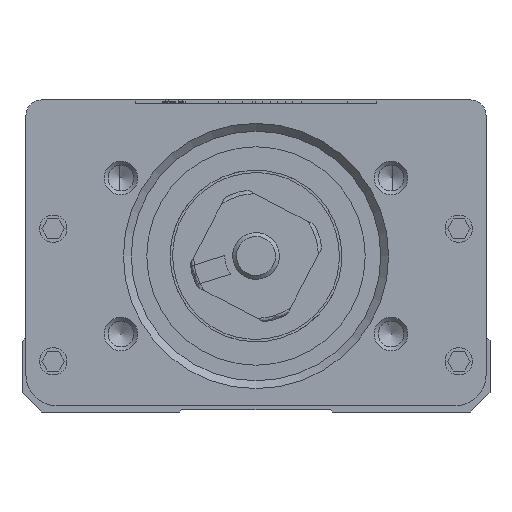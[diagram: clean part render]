
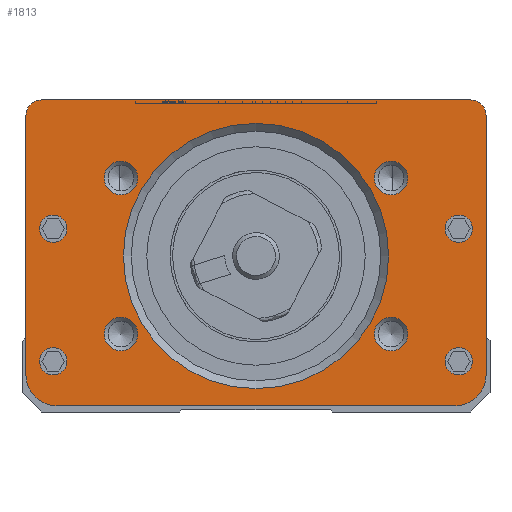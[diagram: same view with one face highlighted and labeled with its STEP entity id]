
A CAD part, front view. The second image highlights one B-rep face of the part: STEP entity #1813.
In plain terms, the highlighted face is planar.
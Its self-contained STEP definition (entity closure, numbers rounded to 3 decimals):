
#1813=ADVANCED_FACE('',(#3278,#3279,#3280,#3281,#3282,#3283,#3284,#3285,
#3286,#3287),#2651,.F.);
#2651=PLANE('',#17968);
#3278=FACE_BOUND('',#4147,.T.);
#3279=FACE_BOUND('',#4148,.T.);
#3280=FACE_BOUND('',#4149,.T.);
#3281=FACE_BOUND('',#4150,.T.);
#3282=FACE_BOUND('',#4151,.T.);
#3283=FACE_BOUND('',#4152,.T.);
#3284=FACE_BOUND('',#4153,.T.);
#3285=FACE_BOUND('',#4154,.T.);
#3286=FACE_BOUND('',#4155,.T.);
#3287=FACE_BOUND('',#4156,.T.);
#4147=EDGE_LOOP('',(#7656));
#4148=EDGE_LOOP('',(#7657));
#4149=EDGE_LOOP('',(#7658));
#4150=EDGE_LOOP('',(#7659));
#4151=EDGE_LOOP('',(#7660));
#4152=EDGE_LOOP('',(#7661));
#4153=EDGE_LOOP('',(#7662));
#4154=EDGE_LOOP('',(#7663));
#4155=EDGE_LOOP('',(#7664));
#4156=EDGE_LOOP('',(#7665,#7666,#7667,#7668,#7669,#7670,#7671,#7672));
#5270=CIRCLE('',#17925,4.);
#5272=CIRCLE('',#17929,4.);
#5283=CIRCLE('',#17953,2.);
#5284=CIRCLE('',#17955,2.);
#5286=CIRCLE('',#17959,2.15);
#5287=CIRCLE('',#17960,2.15);
#5288=CIRCLE('',#17961,2.15);
#5289=CIRCLE('',#17962,2.15);
#5290=CIRCLE('',#17963,17.);
#5291=CIRCLE('',#17964,1.75);
#5292=CIRCLE('',#17965,1.75);
#5293=CIRCLE('',#17966,1.75);
#5294=CIRCLE('',#17967,1.75);
#7656=ORIENTED_EDGE('',*,*,#12962,.T.);
#7657=ORIENTED_EDGE('',*,*,#12963,.T.);
#7658=ORIENTED_EDGE('',*,*,#12964,.T.);
#7659=ORIENTED_EDGE('',*,*,#12965,.T.);
#7660=ORIENTED_EDGE('',*,*,#12966,.T.);
#7661=ORIENTED_EDGE('',*,*,#12967,.T.);
#7662=ORIENTED_EDGE('',*,*,#12968,.T.);
#7663=ORIENTED_EDGE('',*,*,#12969,.T.);
#7664=ORIENTED_EDGE('',*,*,#12970,.T.);
#7665=ORIENTED_EDGE('',*,*,#12945,.F.);
#7666=ORIENTED_EDGE('',*,*,#12899,.F.);
#7667=ORIENTED_EDGE('',*,*,#12920,.F.);
#7668=ORIENTED_EDGE('',*,*,#12960,.F.);
#7669=ORIENTED_EDGE('',*,*,#12855,.F.);
#7670=ORIENTED_EDGE('',*,*,#12959,.F.);
#7671=ORIENTED_EDGE('',*,*,#12918,.F.);
#7672=ORIENTED_EDGE('',*,*,#12907,.F.);
#10982=VERTEX_POINT('',#26143);
#10983=VERTEX_POINT('',#26145);
#11023=VERTEX_POINT('',#26231);
#11024=VERTEX_POINT('',#26233);
#11031=VERTEX_POINT('',#26249);
#11032=VERTEX_POINT('',#26251);
#11037=VERTEX_POINT('',#26264);
#11041=VERTEX_POINT('',#26275);
#11066=VERTEX_POINT('',#26356);
#11067=VERTEX_POINT('',#26358);
#11068=VERTEX_POINT('',#26360);
#11069=VERTEX_POINT('',#26362);
#11070=VERTEX_POINT('',#26364);
#11071=VERTEX_POINT('',#26366);
#11072=VERTEX_POINT('',#26368);
#11073=VERTEX_POINT('',#26370);
#11074=VERTEX_POINT('',#26372);
#12855=EDGE_CURVE('',#10982,#10983,#14789,.T.);
#12899=EDGE_CURVE('',#11023,#11024,#5270,.T.);
#12907=EDGE_CURVE('',#11031,#11032,#5272,.T.);
#12918=EDGE_CURVE('',#11032,#11037,#14835,.T.);
#12920=EDGE_CURVE('',#11041,#11023,#14837,.T.);
#12945=EDGE_CURVE('',#11024,#11031,#14857,.T.);
#12959=EDGE_CURVE('',#11037,#10982,#5283,.T.);
#12960=EDGE_CURVE('',#10983,#11041,#5284,.T.);
#12962=EDGE_CURVE('',#11066,#11066,#5286,.T.);
#12963=EDGE_CURVE('',#11067,#11067,#5287,.T.);
#12964=EDGE_CURVE('',#11068,#11068,#5288,.T.);
#12965=EDGE_CURVE('',#11069,#11069,#5289,.T.);
#12966=EDGE_CURVE('',#11070,#11070,#5290,.T.);
#12967=EDGE_CURVE('',#11071,#11071,#5291,.T.);
#12968=EDGE_CURVE('',#11072,#11072,#5292,.T.);
#12969=EDGE_CURVE('',#11073,#11073,#5293,.T.);
#12970=EDGE_CURVE('',#11074,#11074,#5294,.T.);
#14789=LINE('',#26144,#16312);
#14835=LINE('',#26272,#16358);
#14837=LINE('',#26276,#16360);
#14857=LINE('',#26326,#16380);
#16312=VECTOR('',#20917,1.);
#16358=VECTOR('',#21011,1.);
#16360=VECTOR('',#21015,1.);
#16380=VECTOR('',#21061,1.);
#17925=AXIS2_PLACEMENT_3D('',#26232,#20981,#20982);
#17929=AXIS2_PLACEMENT_3D('',#26250,#20995,#20996);
#17953=AXIS2_PLACEMENT_3D('',#26349,#21084,#21085);
#17955=AXIS2_PLACEMENT_3D('',#26351,#21088,#21089);
#17959=AXIS2_PLACEMENT_3D('',#26355,#21096,#21097);
#17960=AXIS2_PLACEMENT_3D('',#26357,#21098,#21099);
#17961=AXIS2_PLACEMENT_3D('',#26359,#21100,#21101);
#17962=AXIS2_PLACEMENT_3D('',#26361,#21102,#21103);
#17963=AXIS2_PLACEMENT_3D('',#26363,#21104,#21105);
#17964=AXIS2_PLACEMENT_3D('',#26365,#21106,#21107);
#17965=AXIS2_PLACEMENT_3D('',#26367,#21108,#21109);
#17966=AXIS2_PLACEMENT_3D('',#26369,#21110,#21111);
#17967=AXIS2_PLACEMENT_3D('',#26371,#21112,#21113);
#17968=AXIS2_PLACEMENT_3D('',#26373,#21114,#21115);
#20917=DIRECTION('',(1.,0.,0.));
#20981=DIRECTION('',(0.,1.,0.));
#20982=DIRECTION('',(1.,0.,0.));
#20995=DIRECTION('',(0.,1.,0.));
#20996=DIRECTION('',(1.,0.,0.));
#21011=DIRECTION('',(0.,0.,1.));
#21015=DIRECTION('',(0.,0.,-1.));
#21061=DIRECTION('',(-1.,0.,0.));
#21084=DIRECTION('',(0.,1.,0.));
#21085=DIRECTION('',(0.,0.,1.));
#21088=DIRECTION('',(0.,1.,0.));
#21089=DIRECTION('',(0.,0.,1.));
#21096=DIRECTION('',(0.,1.,0.));
#21097=DIRECTION('',(0.,0.,1.));
#21098=DIRECTION('',(0.,1.,0.));
#21099=DIRECTION('',(0.,0.,1.));
#21100=DIRECTION('',(0.,1.,0.));
#21101=DIRECTION('',(0.,0.,1.));
#21102=DIRECTION('',(0.,1.,0.));
#21103=DIRECTION('',(0.,0.,1.));
#21104=DIRECTION('',(0.,1.,0.));
#21105=DIRECTION('',(0.,0.,1.));
#21106=DIRECTION('',(0.,1.,0.));
#21107=DIRECTION('',(0.,0.,1.));
#21108=DIRECTION('',(0.,1.,0.));
#21109=DIRECTION('',(0.,0.,1.));
#21110=DIRECTION('',(0.,1.,0.));
#21111=DIRECTION('',(0.,0.,1.));
#21112=DIRECTION('',(0.,1.,0.));
#21113=DIRECTION('',(0.,0.,1.));
#21114=DIRECTION('',(0.,1.,0.));
#21115=DIRECTION('',(0.,0.,-1.));
#26143=CARTESIAN_POINT('',(-27.5,-130.762,38.));
#26144=CARTESIAN_POINT('',(-25.5,-130.762,38.));
#26145=CARTESIAN_POINT('',(27.5,-130.762,38.));
#26231=CARTESIAN_POINT('',(29.5,-130.762,2.8));
#26232=CARTESIAN_POINT('',(25.5,-130.762,2.8));
#26233=CARTESIAN_POINT('',(25.5,-130.762,-1.2));
#26249=CARTESIAN_POINT('',(-25.5,-130.762,-1.2));
#26250=CARTESIAN_POINT('',(-25.5,-130.762,2.8));
#26251=CARTESIAN_POINT('',(-29.5,-130.762,2.8));
#26264=CARTESIAN_POINT('',(-29.5,-130.762,36.));
#26272=CARTESIAN_POINT('',(-29.5,-130.762,2.8));
#26275=CARTESIAN_POINT('',(29.5,-130.762,36.));
#26276=CARTESIAN_POINT('',(29.5,-130.762,39.));
#26326=CARTESIAN_POINT('',(25.5,-130.762,-1.2));
#26349=CARTESIAN_POINT('',(-27.5,-130.762,36.));
#26351=CARTESIAN_POINT('',(27.5,-130.762,36.));
#26355=CARTESIAN_POINT('',(-17.321,-130.762,28.));
#26356=CARTESIAN_POINT('',(-17.321,-130.762,30.15));
#26357=CARTESIAN_POINT('',(17.321,-130.762,8.));
#26358=CARTESIAN_POINT('',(17.321,-130.762,10.15));
#26359=CARTESIAN_POINT('',(17.321,-130.762,28.));
#26360=CARTESIAN_POINT('',(17.321,-130.762,30.15));
#26361=CARTESIAN_POINT('',(-17.321,-130.762,8.));
#26362=CARTESIAN_POINT('',(-17.321,-130.762,10.15));
#26363=CARTESIAN_POINT('',(0.,-130.762,18.));
#26364=CARTESIAN_POINT('',(0.,-130.762,35.));
#26365=CARTESIAN_POINT('',(-26.,-130.762,21.5));
#26366=CARTESIAN_POINT('',(-26.,-130.762,23.25));
#26367=CARTESIAN_POINT('',(-26.,-130.762,4.5));
#26368=CARTESIAN_POINT('',(-26.,-130.762,6.25));
#26369=CARTESIAN_POINT('',(26.,-130.762,4.5));
#26370=CARTESIAN_POINT('',(26.,-130.762,6.25));
#26371=CARTESIAN_POINT('',(26.,-130.762,21.5));
#26372=CARTESIAN_POINT('',(26.,-130.762,23.25));
#26373=CARTESIAN_POINT('',(-25.5,-130.762,2.8));
